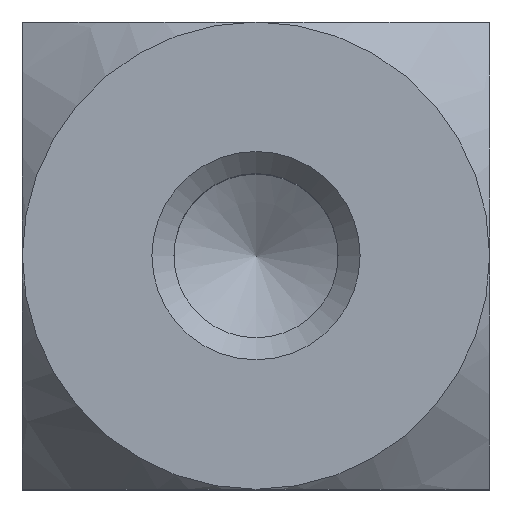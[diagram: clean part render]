
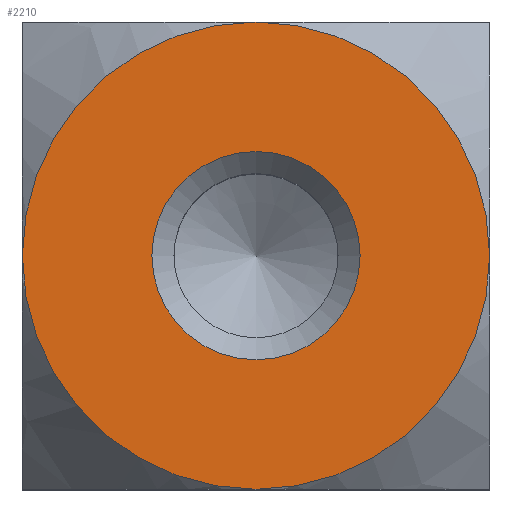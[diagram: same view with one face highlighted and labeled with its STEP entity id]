
A CAD part, top view. The second image highlights one B-rep face of the part: STEP entity #2210.
In plain terms, the highlighted planar face has unit normal (0, 0, 1).
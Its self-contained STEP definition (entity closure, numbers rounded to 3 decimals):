
#31=CIRCLE('',#2301,3.5);
#32=CIRCLE('',#2309,3.5);
#33=CIRCLE('',#2311,3.5);
#34=CIRCLE('',#2313,3.5);
#35=CIRCLE('',#2315,1.56);
#405=ORIENTED_EDGE('',*,*,#642,.T.);
#406=ORIENTED_EDGE('',*,*,#643,.T.);
#407=ORIENTED_EDGE('',*,*,#641,.F.);
#408=ORIENTED_EDGE('',*,*,#620,.T.);
#409=ORIENTED_EDGE('',*,*,#644,.F.);
#620=EDGE_CURVE('',#761,#762,#31,.T.);
#641=EDGE_CURVE('',#761,#766,#32,.T.);
#642=EDGE_CURVE('',#762,#769,#33,.T.);
#643=EDGE_CURVE('',#769,#766,#34,.T.);
#644=EDGE_CURVE('',#777,#777,#35,.T.);
#761=VERTEX_POINT('',#3073);
#762=VERTEX_POINT('',#3074);
#766=VERTEX_POINT('',#3116);
#769=VERTEX_POINT('',#3146);
#777=VERTEX_POINT('',#3211);
#1248=EDGE_LOOP('',(#405,#406,#407,#408));
#1249=EDGE_LOOP('',(#409));
#1356=FACE_BOUND('',#1248,.T.);
#1357=FACE_BOUND('',#1249,.T.);
#1452=PLANE('',#2314);
#2210=ADVANCED_FACE('',(#1356,#1357),#1452,.T.);
#2301=AXIS2_PLACEMENT_3D('',#3072,#2645,#2646);
#2309=AXIS2_PLACEMENT_3D('',#3204,#2673,#2674);
#2311=AXIS2_PLACEMENT_3D('',#3206,#2677,#2678);
#2313=AXIS2_PLACEMENT_3D('',#3208,#2681,#2682);
#2314=AXIS2_PLACEMENT_3D('',#3209,#2683,#2684);
#2315=AXIS2_PLACEMENT_3D('',#3210,#2685,#2686);
#2645=DIRECTION('',(0.,0.,1.));
#2646=DIRECTION('',(1.,0.,0.));
#2673=DIRECTION('',(0.,0.,-1.));
#2674=DIRECTION('',(-1.,0.,0.));
#2677=DIRECTION('',(0.,0.,1.));
#2678=DIRECTION('',(1.,0.,0.));
#2681=DIRECTION('',(0.,0.,1.));
#2682=DIRECTION('',(1.,0.,0.));
#2683=DIRECTION('',(0.,0.,1.));
#2684=DIRECTION('',(1.,0.,0.));
#2685=DIRECTION('',(0.,0.,1.));
#2686=DIRECTION('',(1.,0.,0.));
#3072=CARTESIAN_POINT('',(0.,0.,6.));
#3073=CARTESIAN_POINT('',(-3.5,0.,6.));
#3074=CARTESIAN_POINT('',(0.,-3.5,6.));
#3116=CARTESIAN_POINT('',(0.,3.5,6.));
#3146=CARTESIAN_POINT('',(3.5,0.,6.));
#3204=CARTESIAN_POINT('',(0.,0.,6.));
#3206=CARTESIAN_POINT('',(0.,0.,6.));
#3208=CARTESIAN_POINT('',(0.,0.,6.));
#3209=CARTESIAN_POINT('',(-3.5,-3.5,6.));
#3210=CARTESIAN_POINT('',(0.,0.,6.));
#3211=CARTESIAN_POINT('',(1.56,0.,6.));
